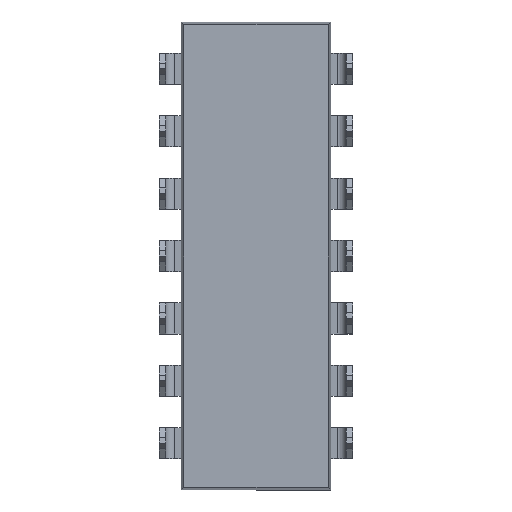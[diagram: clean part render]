
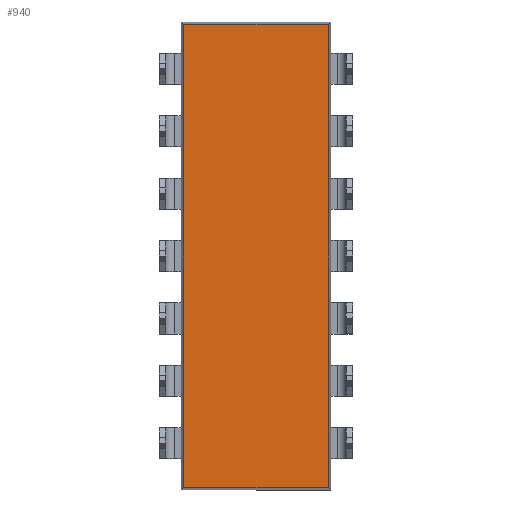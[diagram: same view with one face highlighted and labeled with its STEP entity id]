
A CAD part, front view. The second image highlights one B-rep face of the part: STEP entity #940.
In plain terms, the highlighted planar face has unit normal (0, -1, 0).
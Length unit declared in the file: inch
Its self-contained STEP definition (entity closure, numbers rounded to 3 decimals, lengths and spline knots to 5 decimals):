
#863 = EDGE_LOOP ( 'NONE', ( #864, #868, #871, #874 ) ) ;
#864 = ORIENTED_EDGE ( 'NONE', *, *, #865, .T. ) ;
#865 = EDGE_CURVE ( 'NONE', #866, #867, #4266, .T. ) ;
#866 = VERTEX_POINT ( 'NONE', #4324 ) ;
#867 = VERTEX_POINT ( 'NONE', #4323 ) ;
#868 = ORIENTED_EDGE ( 'NONE', *, *, #869, .T. ) ;
#869 = EDGE_CURVE ( 'NONE', #867, #870, #4322, .T. ) ;
#870 = VERTEX_POINT ( 'NONE', #4318 ) ;
#871 = ORIENTED_EDGE ( 'NONE', *, *, #872, .T. ) ;
#872 = EDGE_CURVE ( 'NONE', #870, #873, #4317, .T. ) ;
#873 = VERTEX_POINT ( 'NONE', #4313 ) ;
#874 = ORIENTED_EDGE ( 'NONE', *, *, #875, .T. ) ;
#875 = EDGE_CURVE ( 'NONE', #873, #866, #4312, .T. ) ;
#940 = ADVANCED_FACE ( 'NONE', ( #4378 ), #4423, .T. ) ;
#4260 = DIRECTION ( 'NONE',  ( -1., 0., 0. ) ) ;
#4261 = VECTOR ( 'NONE', #4260, 39.37008 ) ;
#4262 = CARTESIAN_POINT ( 'NONE',  ( 0.03, 0.015, 0.67063 ) ) ;
#4266 = LINE ( 'NONE', #4262, #4261 ) ;
#4309 = DIRECTION ( 'NONE',  ( 0., 0., 1. ) ) ;
#4310 = VECTOR ( 'NONE', #4309, 39.37008 ) ;
#4311 = CARTESIAN_POINT ( 'NONE',  ( 0.26563, 0.015, 0.675 ) ) ;
#4312 = LINE ( 'NONE', #4311, #4310 ) ;
#4313 = CARTESIAN_POINT ( 'NONE',  ( 0.26563, 0.015, -0.07063 ) ) ;
#4314 = DIRECTION ( 'NONE',  ( 1., 0., 0. ) ) ;
#4315 = VECTOR ( 'NONE', #4314, 39.37008 ) ;
#4316 = CARTESIAN_POINT ( 'NONE',  ( 0.27, 0.015, -0.07063 ) ) ;
#4317 = LINE ( 'NONE', #4316, #4315 ) ;
#4318 = CARTESIAN_POINT ( 'NONE',  ( 0.03437, 0.015, -0.07063 ) ) ;
#4319 = DIRECTION ( 'NONE',  ( 0., 0., -1. ) ) ;
#4320 = VECTOR ( 'NONE', #4319, 39.37008 ) ;
#4321 = CARTESIAN_POINT ( 'NONE',  ( 0.03437, 0.015, -0.075 ) ) ;
#4322 = LINE ( 'NONE', #4321, #4320 ) ;
#4323 = CARTESIAN_POINT ( 'NONE',  ( 0.03437, 0.015, 0.67063 ) ) ;
#4324 = CARTESIAN_POINT ( 'NONE',  ( 0.26563, 0.015, 0.67063 ) ) ;
#4378 = FACE_OUTER_BOUND ( 'NONE', #863, .T. ) ;
#4417 = DIRECTION ( 'NONE',  ( 0., 0., -1. ) ) ;
#4418 = DIRECTION ( 'NONE',  ( 0., -1., 0. ) ) ;
#4419 = CARTESIAN_POINT ( 'NONE',  ( 0.27, 0.015, -0.075 ) ) ;
#4420 = AXIS2_PLACEMENT_3D ( 'NONE', #4419, #4418, #4417 ) ;
#4423 = PLANE ( 'NONE',  #4420 ) ;
